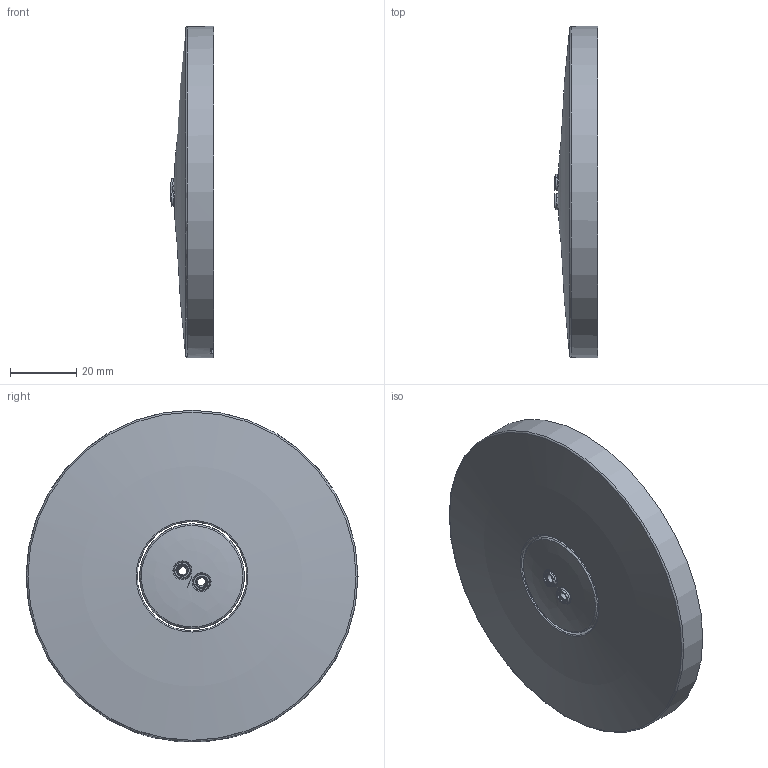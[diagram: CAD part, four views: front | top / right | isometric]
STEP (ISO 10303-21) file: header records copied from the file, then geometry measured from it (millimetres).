
FILE_DESCRIPTION(/* description */ ('Unknown'),/* implementation_level */ '2;1');
FILE_NAME(/* name */ 'M179-00',/* time_stamp */ '2025-10-13T17:44:08+02:00',/* author */ ('Unknown'),/* organization */ ('Unknown'),/* preprocessor_version */ 'ST-DEVELOPER v19.4',/* originating_system */ 'Solid Edge',/* authorisation */ 'Unknown');
FILE_SCHEMA (('AUTOMOTIVE_DESIGN {1 0 10303 214 3 1 1}'));
Length unit declared in the file: millimetre
Products named in the file (5): M179-00; M177-001_oa_0; A032016_16800ZZ_oa_1; A019020_00701ZZ_oa_2; M179-01
Assembly tree (4 placements, depth 3):
  M179-00
    M177-001_oa_0
      A032016_16800ZZ_oa_1
      A019020_00701ZZ_oa_2
    M179-01
Bounding box: 13.13 x 100 x 99.86 mm (x, y, z)
Volume: 23603.5 mm3; surface area: 24093.3 mm2
Topology: 4 solids, 4 shells, 1106 faces, 2973 edges, 1928 vertices
Faces by surface type: plane 453, bspline 311, cylinder 259, torus 53, cone 15, sphere 15
Full cylindrical faces by diameter (mm): 1.8 x2, 2.6 x2, 6 x1, 29.848 x1, 97 x1
Entity records: 38936 total; most frequent: CARTESIAN_POINT 13622, ORIENTED_EDGE 5830, DIRECTION 4255, EDGE_CURVE 2915, VERTEX_POINT 1911, AXIS2_PLACEMENT_3D 1463, LINE 1329, VECTOR 1329
